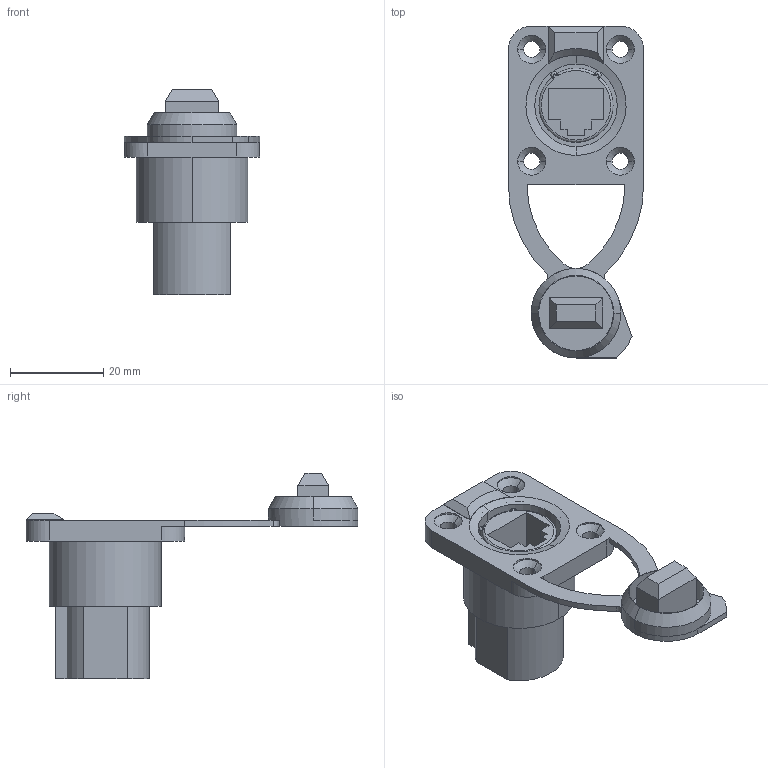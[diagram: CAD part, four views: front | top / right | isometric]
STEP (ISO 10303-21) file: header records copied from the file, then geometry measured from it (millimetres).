
FILE_DESCRIPTION((''),'2;1');
FILE_NAME('D-NE8FDX-P6-W','2016-03-17T',('odo'),(''),'CREO PARAMETRIC BY PTC INC, 2015380','CREO PARAMETRIC BY PTC INC, 2015380','');
FILE_SCHEMA(('CONFIG_CONTROL_DESIGN'));
Length unit declared in the file: millimetre
Products named in the file (1): D-NE8FDX-P6-W
Bounding box: 29 x 71.2 x 44 mm (x, y, z)
Volume: 12153.4 mm3; surface area: 9456.5 mm2
Topology: 1 solids, 1 shells, 128 faces, 327 edges, 203 vertices
Faces by surface type: plane 63, cylinder 44, cone 13, bspline 6, torus 2
Entity records: 3983 total; most frequent: CARTESIAN_POINT 776, DIRECTION 685, ORIENTED_EDGE 646, EDGE_CURVE 323, AXIS2_PLACEMENT_3D 242, VERTEX_POINT 203, VECTOR 201, LINE 201
